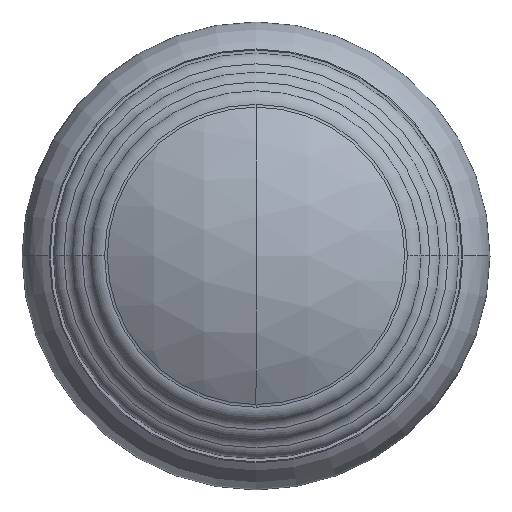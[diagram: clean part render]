
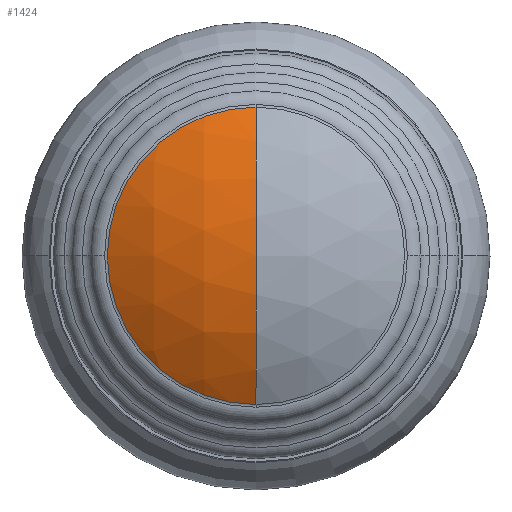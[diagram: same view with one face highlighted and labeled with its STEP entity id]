
A CAD part, top view. The second image highlights one B-rep face of the part: STEP entity #1424.
In plain terms, the highlighted spherical face has radius 151.19 mm.
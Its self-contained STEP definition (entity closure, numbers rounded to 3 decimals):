
#115 = AXIS2_PLACEMENT_3D ( 'NONE', #1442, #1612, #1375 ) ;
#136 = CARTESIAN_POINT ( 'NONE',  ( 0., 0., -74.19 ) ) ;
#165 = VERTEX_POINT ( 'NONE', #420 ) ;
#181 = AXIS2_PLACEMENT_3D ( 'NONE', #136, #532, #1898 ) ;
#194 = AXIS2_PLACEMENT_3D ( 'NONE', #1554, #2064, #920 ) ;
#331 = EDGE_CURVE ( 'NONE', #165, #1719, #1480, .T. ) ;
#335 = EDGE_CURVE ( 'NONE', #366, #1719, #1455, .T. ) ;
#366 = VERTEX_POINT ( 'NONE', #1785 ) ;
#420 = CARTESIAN_POINT ( 'NONE',  ( 0., -81.007, 53.467 ) ) ;
#421 = CARTESIAN_POINT ( 'NONE',  ( 0., 0., 53.467 ) ) ;
#446 = EDGE_LOOP ( 'NONE', ( #1543, #1967, #1636 ) ) ;
#532 = DIRECTION ( 'NONE',  ( 1., 0., 0. ) ) ;
#766 = SPHERICAL_SURFACE ( 'NONE', #115, 151.19 ) ;
#781 = FACE_OUTER_BOUND ( 'NONE', #446, .T. ) ;
#920 = DIRECTION ( 'NONE',  ( 0., -1., 0. ) ) ;
#959 = CIRCLE ( 'NONE', #1893, 81.007 ) ;
#1074 = DIRECTION ( 'NONE',  ( 0., 1., 0. ) ) ;
#1086 = DIRECTION ( 'NONE',  ( 0., 0., 1. ) ) ;
#1233 = EDGE_CURVE ( 'NONE', #366, #165, #959, .T. ) ;
#1375 = DIRECTION ( 'NONE',  ( 0., 1., 0. ) ) ;
#1424 = ADVANCED_FACE ( 'NONE', ( #781 ), #766, .T. ) ;
#1442 = CARTESIAN_POINT ( 'NONE',  ( 0., 0., -74.19 ) ) ;
#1455 = CIRCLE ( 'NONE', #181, 151.19 ) ;
#1480 = CIRCLE ( 'NONE', #194, 151.19 ) ;
#1543 = ORIENTED_EDGE ( 'NONE', *, *, #1233, .T. ) ;
#1554 = CARTESIAN_POINT ( 'NONE',  ( 0., 0., -74.19 ) ) ;
#1612 = DIRECTION ( 'NONE',  ( -1., 0., 0. ) ) ;
#1636 = ORIENTED_EDGE ( 'NONE', *, *, #335, .F. ) ;
#1719 = VERTEX_POINT ( 'NONE', #2028 ) ;
#1785 = CARTESIAN_POINT ( 'NONE',  ( 0., 81.007, 53.467 ) ) ;
#1893 = AXIS2_PLACEMENT_3D ( 'NONE', #421, #1086, #1074 ) ;
#1898 = DIRECTION ( 'NONE',  ( 0., 0., -1. ) ) ;
#1967 = ORIENTED_EDGE ( 'NONE', *, *, #331, .T. ) ;
#2028 = CARTESIAN_POINT ( 'NONE',  ( 0., 0., 77. ) ) ;
#2064 = DIRECTION ( 'NONE',  ( -1., 0., 0. ) ) ;
